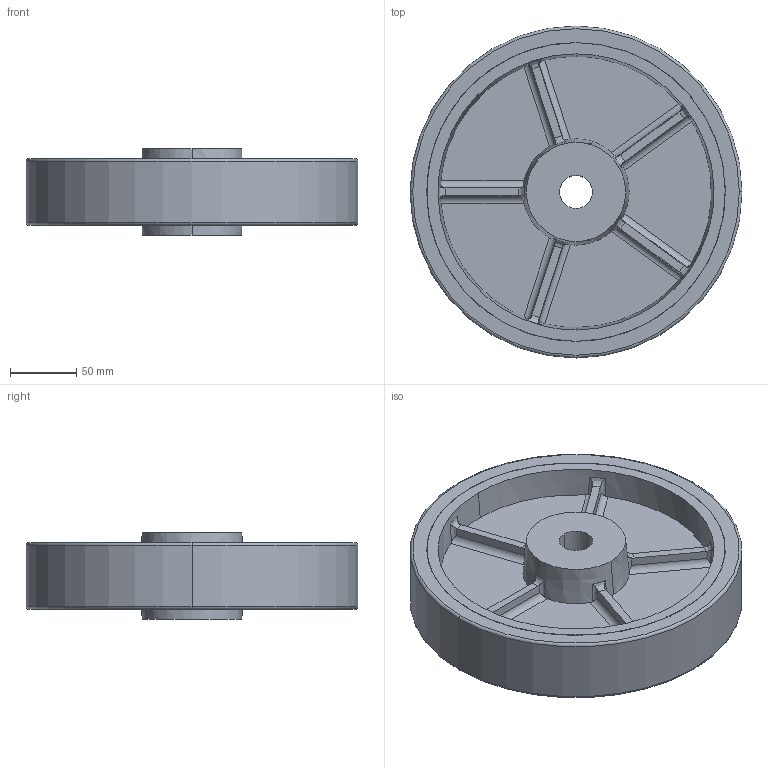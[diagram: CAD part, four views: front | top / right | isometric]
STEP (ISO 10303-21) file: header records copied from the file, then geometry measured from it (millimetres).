
FILE_DESCRIPTION (( 'STEP AP214' ), '1' );
FILE_NAME ('0011999_PUZG-250-50-65-G25.step', '2018-07-26T10:54:53', ( '' ), ( '' ), 'SwSTEP 2.0', 'SolidWorks 2018', '' );
FILE_SCHEMA (( 'AUTOMOTIVE_DESIGN' ));
Length unit declared in the file: millimetre
Products named in the file (3): 0011999_PUZG-250-50-65-G25; PUZG-250-50-65-G25_Bandage; PUZG-250-50-65-G25_FELGE
Assembly tree (2 placements, depth 2):
  0011999_PUZG-250-50-65-G25
    PUZG-250-50-65-G25_FELGE
    PUZG-250-50-65-G25_Bandage
Bounding box: 250 x 250 x 65 mm (x, y, z)
Volume: 1274039.3 mm3; surface area: 259167 mm2
Topology: 2 solids, 2 shells, 154 faces, 476 edges, 328 vertices
Faces by surface type: bspline 60, plane 46, cylinder 24, cone 20, torus 4
Entity records: 21233 total; most frequent: CARTESIAN_POINT 16169, ORIENTED_EDGE 952, EDGE_CURVE 476, DIRECTION 378, B_SPLINE_CURVE_WITH_KNOTS 339, VERTEX_POINT 328, EDGE_LOOP 160, FACE_OUTER_BOUND 154
